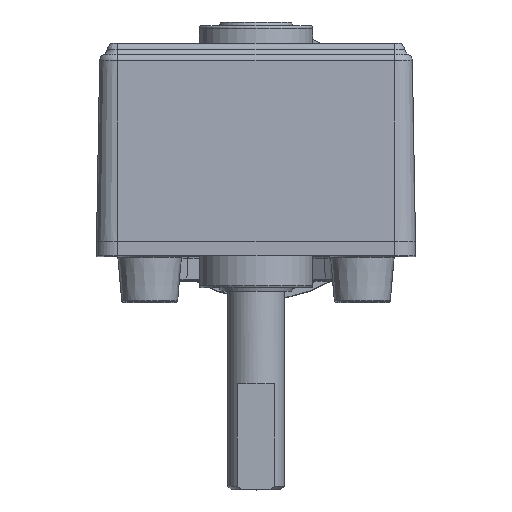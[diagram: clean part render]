
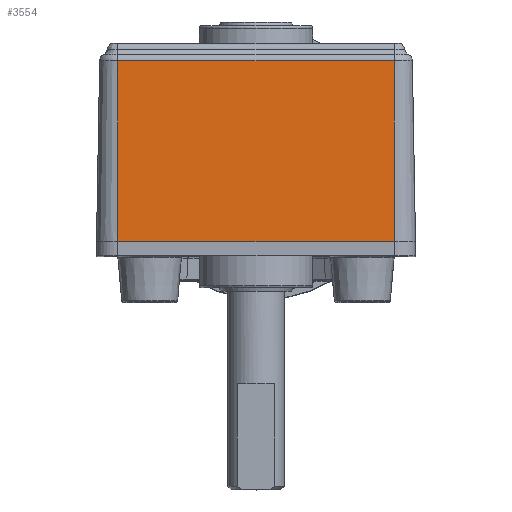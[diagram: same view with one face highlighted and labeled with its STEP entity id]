
A CAD part, top view. The second image highlights one B-rep face of the part: STEP entity #3554.
In plain terms, the highlighted planar face has unit normal (0, 0.018, 1).
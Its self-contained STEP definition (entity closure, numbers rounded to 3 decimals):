
#73=CARTESIAN_POINT('',(-19.5,0.0,31.0));
#74=VERTEX_POINT('',#73);
#75=CARTESIAN_POINT('',(19.5,0.0,31.0));
#76=VERTEX_POINT('',#75);
#77=CARTESIAN_POINT('',(-19.5,0.0,31.0));
#78=DIRECTION('',(1.0,0.0,0.0));
#79=VECTOR('',#78,39.);
#80=LINE('',#77,#79);
#81=EDGE_CURVE('',#74,#76,#80,.T.);
#3524=CARTESIAN_POINT('',(22.5,0.0,31.0));
#3525=DIRECTION('',(0.0,0.017,1.));
#3526=DIRECTION('',(1.0,0.0,0.0));
#3527=AXIS2_PLACEMENT_3D('',#3524,#3525,#3526);
#3528=PLANE('',#3527);
#3529=ORIENTED_EDGE('',*,*,#81,.T.);
#3530=CARTESIAN_POINT('',(19.5,25.517,30.555));
#3531=VERTEX_POINT('',#3530);
#3532=CARTESIAN_POINT('',(19.5,25.517,30.555));
#3533=DIRECTION('',(0.0,-1.,0.017));
#3534=VECTOR('',#3533,25.521);
#3535=LINE('',#3532,#3534);
#3536=EDGE_CURVE('',#3531,#76,#3535,.T.);
#3537=ORIENTED_EDGE('',*,*,#3536,.F.);
#3538=CARTESIAN_POINT('',(-19.5,25.517,30.555));
#3539=VERTEX_POINT('',#3538);
#3540=CARTESIAN_POINT('',(-19.5,25.517,30.555));
#3541=DIRECTION('',(1.0,0.0,0.0));
#3542=VECTOR('',#3541,39.0);
#3543=LINE('',#3540,#3542);
#3544=EDGE_CURVE('',#3539,#3531,#3543,.T.);
#3545=ORIENTED_EDGE('',*,*,#3544,.F.);
#3546=CARTESIAN_POINT('',(-19.5,0.0,31.0));
#3547=DIRECTION('',(0.0,1.,-0.017));
#3548=VECTOR('',#3547,25.521);
#3549=LINE('',#3546,#3548);
#3550=EDGE_CURVE('',#74,#3539,#3549,.T.);
#3551=ORIENTED_EDGE('',*,*,#3550,.F.);
#3552=EDGE_LOOP('',(#3529,#3537,#3545,#3551));
#3553=FACE_OUTER_BOUND('',#3552,.T.);
#3554=ADVANCED_FACE('',(#3553),#3528,.T.);
